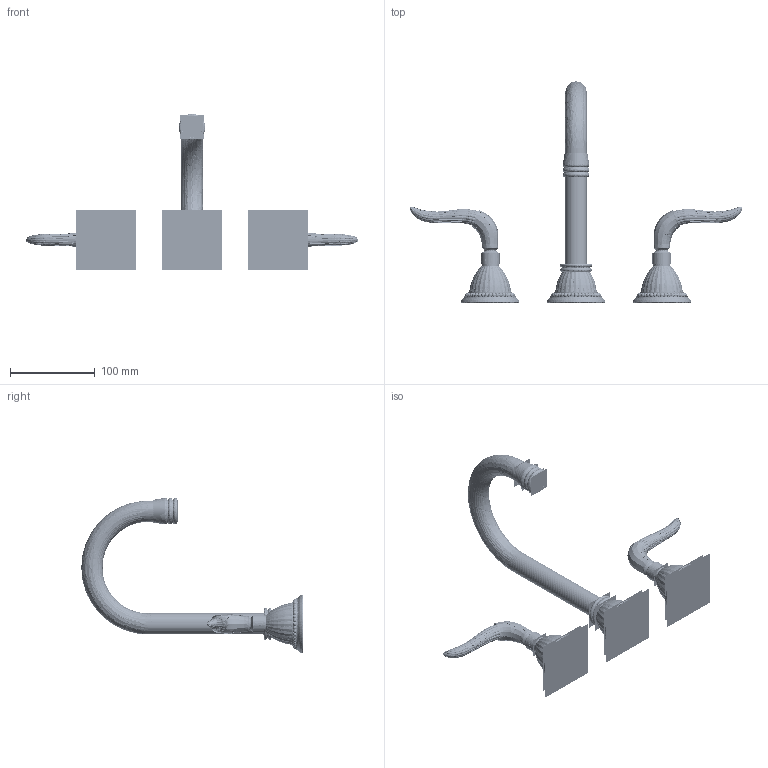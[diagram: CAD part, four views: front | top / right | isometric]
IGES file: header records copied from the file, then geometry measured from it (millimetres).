
Start section:  PTC IGES file: 0932BAR800CL-XX.igs
Global section: file name: 0932BAR800CL-XX.igs; native system: Creo Elements/Pro by Parametric Technology Corporation; preprocessor: 2015070; author: leo; organization: Unknown; date: 20200310.192446; units: inch
Bounding box: 392.92 x 261.98 x 184.75 mm (x, y, z)
Volume: 743324.2 mm3; surface area: 2018816.5 mm2
Topology: 8 solids, 8 shells, 4054 faces, 25857 edges, 36048 vertices
Faces by surface type: revolution 2060, bspline 1994
